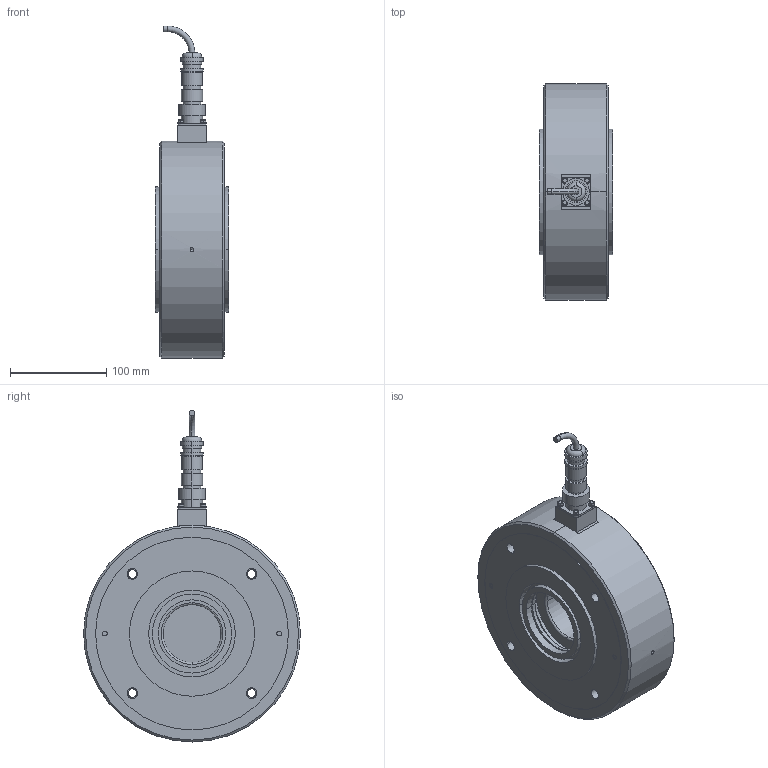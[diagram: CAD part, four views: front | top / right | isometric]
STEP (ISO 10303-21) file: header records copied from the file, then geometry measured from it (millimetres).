
FILE_DESCRIPTION((''),'2;1');
FILE_NAME('31102114_-.stp','2019-10-09T17:11:55',(''),(''),'Mechanical Desktop 2009','Mechanical Desktop 2009',', , ');
FILE_SCHEMA(('CONFIG_CONTROL_DESIGN'));
Length unit declared in the file: millimetre
Products named in the file (32): ZEICHNUNG2; L50036; L4765504; TEIL1AAA; L49151A; TEIL1AA; L49026; TEIL1A; I-6KT_SCHRAUBE_M6X60; I-6KT_SCHRAUBE_M6X60A; I-6KT_SCHRAUBE_M3X25A; I-6KT_SCHRAUBE_M3X25; FEDERRING_M3; FEDERRING_M3A; V_RING_V70A; V_RING_V70AA; SICHERUNGSRING_J110; L4340402; TEIL1; L49258; TEIL1AAAA; PENDELKUGELLAGER_2212TVA; PENDELKUGELLAGER_2212TV; KABELDOSE_PG_AMPH_4-POLA; KABELDOSE_PG_AMPH_4-POL; L50036A; L49151; L49258A; RM_SDB; FLANSCHDOSE_14S-2P_4-POLIGA; FLANSCHDOSE_14S-2P_4-POLIG; RM_SDBA
Assembly tree (38 placements, depth 4):
  ZEICHNUNG2
    L50036
      L4765504
        TEIL1AAA
      L49151A
        TEIL1AA
      L49026
        TEIL1A
      I-6KT_SCHRAUBE_M6X60  x2
        I-6KT_SCHRAUBE_M6X60A
      I-6KT_SCHRAUBE_M3X25A  x4
        I-6KT_SCHRAUBE_M3X25
      FEDERRING_M3  x4
        FEDERRING_M3A
      V_RING_V70A
        V_RING_V70AA
      SICHERUNGSRING_J110
      L4340402  x2
        TEIL1
      L49258
        TEIL1AAAA
      PENDELKUGELLAGER_2212TVA
        PENDELKUGELLAGER_2212TV
      KABELDOSE_PG_AMPH_4-POLA
        KABELDOSE_PG_AMPH_4-POL
    L50036A
      L49151
      L49258A
    RM_SDB  x3
  FLANSCHDOSE_14S-2P_4-POLIGA
  FLANSCHDOSE_14S-2P_4-POLIG
  RM_SDBA
Bounding box: 75.9 x 225 x 344.5 mm (x, y, z)
Volume: 2385454 mm3; surface area: 392882.7 mm2
Topology: 20 solids, 20 shells, 389 faces, 909 edges, 601 vertices
Faces by surface type: cylinder 232, plane 99, cone 32, torus 24, bspline 2
Entity records: 10239 total; most frequent: DIRECTION 1875, CARTESIAN_POINT 1770, ORIENTED_EDGE 1410, AXIS2_PLACEMENT_3D 812, EDGE_CURVE 705, VERTEX_POINT 467, CIRCLE 450, EDGE_LOOP 424
